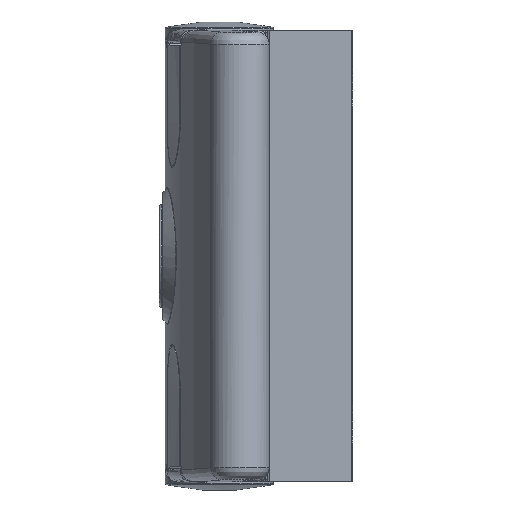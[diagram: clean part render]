
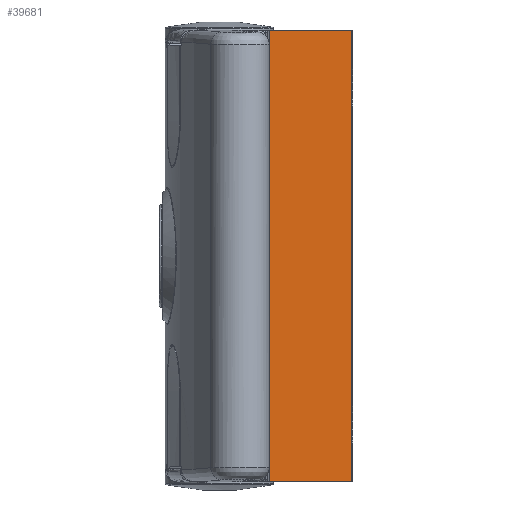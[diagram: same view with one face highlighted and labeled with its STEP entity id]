
A CAD part, left-side view. The second image highlights one B-rep face of the part: STEP entity #39681.
In plain terms, the highlighted face is planar.
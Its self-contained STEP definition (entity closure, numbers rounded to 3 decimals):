
#1068=PLANE('',#43594);
#2925=LINE('',#82145,#5438);
#2929=LINE('',#82160,#5442);
#2930=LINE('',#82162,#5443);
#2931=LINE('',#82164,#5444);
#2932=LINE('',#82166,#5445);
#2933=LINE('',#82168,#5446);
#2934=LINE('',#82169,#5447);
#2935=LINE('',#82170,#5448);
#5438=VECTOR('',#52595,13.7);
#5442=VECTOR('',#52607,13.7);
#5443=VECTOR('',#52608,6.3);
#5444=VECTOR('',#52609,7.7);
#5445=VECTOR('',#52610,62.4);
#5446=VECTOR('',#52611,7.7);
#5447=VECTOR('',#52612,6.3);
#5448=VECTOR('',#52613,75.);
#10985=FACE_OUTER_BOUND('',#13508,.T.);
#13508=EDGE_LOOP('',(#33627,#33628,#33629,#33630,#33631,#33632,#33633,#33634));
#19023=VERTEX_POINT('',#82142);
#19024=VERTEX_POINT('',#82144);
#19030=VERTEX_POINT('',#82158);
#19031=VERTEX_POINT('',#82159);
#19032=VERTEX_POINT('',#82161);
#19033=VERTEX_POINT('',#82163);
#19034=VERTEX_POINT('',#82165);
#19035=VERTEX_POINT('',#82167);
#24089=EDGE_CURVE('',#19024,#19023,#2925,.T.);
#24096=EDGE_CURVE('',#19030,#19031,#2929,.T.);
#24097=EDGE_CURVE('',#19030,#19032,#2930,.T.);
#24098=EDGE_CURVE('',#19032,#19033,#2931,.T.);
#24099=EDGE_CURVE('',#19033,#19034,#2932,.T.);
#24100=EDGE_CURVE('',#19034,#19035,#2933,.T.);
#24101=EDGE_CURVE('',#19035,#19024,#2934,.T.);
#24102=EDGE_CURVE('',#19023,#19031,#2935,.T.);
#33627=ORIENTED_EDGE('',*,*,#24096,.F.);
#33628=ORIENTED_EDGE('',*,*,#24097,.T.);
#33629=ORIENTED_EDGE('',*,*,#24098,.T.);
#33630=ORIENTED_EDGE('',*,*,#24099,.T.);
#33631=ORIENTED_EDGE('',*,*,#24100,.T.);
#33632=ORIENTED_EDGE('',*,*,#24101,.T.);
#33633=ORIENTED_EDGE('',*,*,#24089,.T.);
#33634=ORIENTED_EDGE('',*,*,#24102,.T.);
#39681=ADVANCED_FACE('',(#10985),#1068,.F.);
#43594=AXIS2_PLACEMENT_3D('',#82157,#52605,#52606);
#52595=DIRECTION('',(0.,-1.,0.));
#52605=DIRECTION('center_axis',(0.,0.,1.));
#52606=DIRECTION('ref_axis',(1.,0.,0.));
#52607=DIRECTION('',(0.,-1.,0.));
#52608=DIRECTION('',(1.,0.,0.));
#52609=DIRECTION('',(0.,1.,0.));
#52610=DIRECTION('',(1.,0.,0.));
#52611=DIRECTION('',(0.,-1.,0.));
#52612=DIRECTION('',(1.,0.,0.));
#52613=DIRECTION('',(-1.,0.,0.));
#82142=CARTESIAN_POINT('',(37.5,0.,-18.25));
#82144=CARTESIAN_POINT('',(37.5,13.7,-18.25));
#82145=CARTESIAN_POINT('',(37.5,32.,-18.25));
#82157=CARTESIAN_POINT('Origin',(-37.5,32.,-18.25));
#82158=CARTESIAN_POINT('',(-37.5,13.7,-18.25));
#82159=CARTESIAN_POINT('',(-37.5,0.,-18.25));
#82160=CARTESIAN_POINT('',(-37.5,32.,-18.25));
#82161=CARTESIAN_POINT('',(-31.2,13.7,-18.25));
#82162=CARTESIAN_POINT('',(-31.5,13.7,-18.25));
#82163=CARTESIAN_POINT('',(-31.2,21.4,-18.25));
#82164=CARTESIAN_POINT('',(-31.2,32.,-18.25));
#82165=CARTESIAN_POINT('',(31.2,21.4,-18.25));
#82166=CARTESIAN_POINT('',(31.5,21.4,-18.25));
#82167=CARTESIAN_POINT('',(31.2,13.7,-18.25));
#82168=CARTESIAN_POINT('',(31.2,32.,-18.25));
#82169=CARTESIAN_POINT('',(37.5,13.7,-18.25));
#82170=CARTESIAN_POINT('',(-37.5,0.,-18.25));
